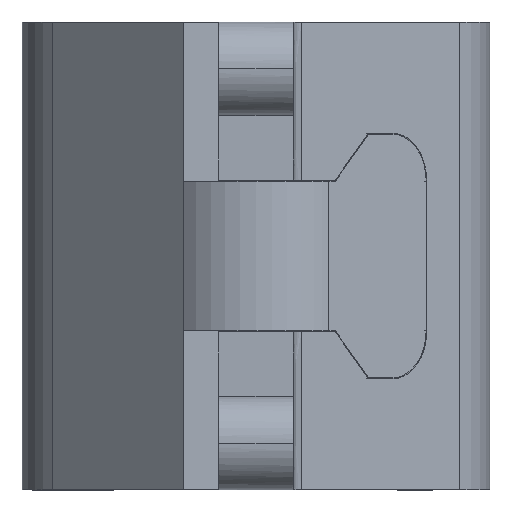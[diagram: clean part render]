
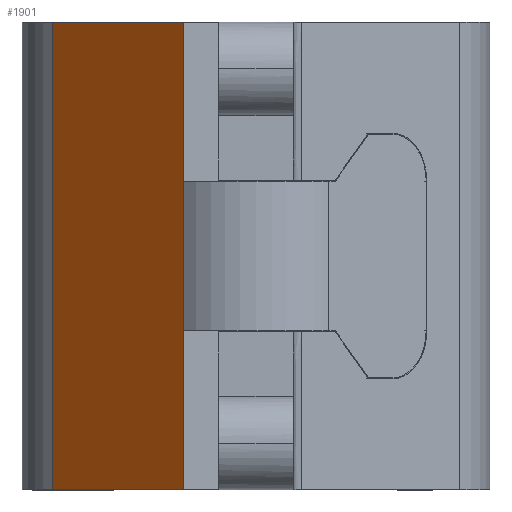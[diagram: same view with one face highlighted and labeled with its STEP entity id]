
A CAD part, front view. The second image highlights one B-rep face of the part: STEP entity #1901.
In plain terms, the highlighted free-form (B-spline) face has degree [1, 1] with [2, 2] control points.
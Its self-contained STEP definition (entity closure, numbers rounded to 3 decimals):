
#947 = VERTEX_POINT('',#948);
#948 = CARTESIAN_POINT('',(-2.029,1.656,
    -2.329));
#976 = VERTEX_POINT('',#977);
#977 = CARTESIAN_POINT('',(-0.725,0.352,
    -2.329));
#982 = EDGE_CURVE('',#947,#976,#983,.T.);
#983 = B_SPLINE_CURVE_WITH_KNOTS('',1,(#984,#985),.UNSPECIFIED.,.F.,.F.,
  (2,2),(0.,1.98),.PIECEWISE_BEZIER_KNOTS.);
#984 = CARTESIAN_POINT('',(-2.029,1.656,
    -2.329));
#985 = CARTESIAN_POINT('',(-0.725,0.352,
    -2.329));
#1004 = VERTEX_POINT('',#1005);
#1005 = CARTESIAN_POINT('',(-0.725,0.352,
    -0.745));
#1010 = EDGE_CURVE('',#1004,#976,#1011,.T.);
#1011 = B_SPLINE_CURVE_WITH_KNOTS('',1,(#1012,#1013),.UNSPECIFIED.,.F.,
  .F.,(2,2),(1.818,3.518),.PIECEWISE_BEZIER_KNOTS.);
#1012 = CARTESIAN_POINT('',(-0.725,0.352,
    -0.745));
#1013 = CARTESIAN_POINT('',(-0.725,0.352,
    -2.329));
#1323 = VERTEX_POINT('',#1324);
#1324 = CARTESIAN_POINT('',(-0.725,0.352,
    0.745));
#1352 = VERTEX_POINT('',#1353);
#1353 = CARTESIAN_POINT('',(-0.725,0.352,
    2.329));
#1358 = EDGE_CURVE('',#1323,#1352,#1359,.T.);
#1359 = B_SPLINE_CURVE_WITH_KNOTS('',1,(#1360,#1361),.UNSPECIFIED.,.F.,
  .F.,(2,2),(1.818,3.518),.PIECEWISE_BEZIER_KNOTS.);
#1360 = CARTESIAN_POINT('',(-0.725,0.352,
    0.745));
#1361 = CARTESIAN_POINT('',(-0.725,0.352,
    2.329));
#1380 = VERTEX_POINT('',#1381);
#1381 = CARTESIAN_POINT('',(-2.029,1.656,
    2.329));
#1386 = EDGE_CURVE('',#1380,#1352,#1387,.T.);
#1387 = B_SPLINE_CURVE_WITH_KNOTS('',1,(#1388,#1389),.UNSPECIFIED.,.F.,
  .F.,(2,2),(0.,1.98),.PIECEWISE_BEZIER_KNOTS.);
#1388 = CARTESIAN_POINT('',(-2.029,1.656,
    2.329));
#1389 = CARTESIAN_POINT('',(-0.725,0.352,
    2.329));
#1843 = EDGE_CURVE('',#1323,#1004,#1844,.T.);
#1844 = B_SPLINE_CURVE_WITH_KNOTS('',1,(#1845,#1846),.UNSPECIFIED.,.F.,
  .F.,(2,2),(2.975,4.575),.PIECEWISE_BEZIER_KNOTS.);
#1845 = CARTESIAN_POINT('',(-0.725,0.352,
    0.745));
#1846 = CARTESIAN_POINT('',(-0.725,0.352,
    -0.745));
#1884 = EDGE_CURVE('',#1380,#947,#1885,.T.);
#1885 = B_SPLINE_CURVE_WITH_KNOTS('',1,(#1886,#1887),.UNSPECIFIED.,.F.,
  .F.,(2,2),(-0.,5.),.PIECEWISE_BEZIER_KNOTS.);
#1886 = CARTESIAN_POINT('',(-2.029,1.656,
    2.329));
#1887 = CARTESIAN_POINT('',(-2.029,1.656,
    -2.329));
#1901 = ADVANCED_FACE('',(#1902),#1910,.F.);
#1902 = FACE_BOUND('',#1903,.T.);
#1903 = EDGE_LOOP('',(#1904,#1905,#1906,#1907,#1908,#1909));
#1904 = ORIENTED_EDGE('',*,*,#1010,.F.);
#1905 = ORIENTED_EDGE('',*,*,#1843,.F.);
#1906 = ORIENTED_EDGE('',*,*,#1358,.T.);
#1907 = ORIENTED_EDGE('',*,*,#1386,.F.);
#1908 = ORIENTED_EDGE('',*,*,#1884,.T.);
#1909 = ORIENTED_EDGE('',*,*,#982,.T.);
#1910 = B_SPLINE_SURFACE_WITH_KNOTS('',1,1,(
    (#1911,#1912)
    ,(#1913,#1914
    )),.UNSPECIFIED.,.F.,.F.,.F.,(2,2),(2,2),(-1.98,0.),(-5.,
    0.),.PIECEWISE_BEZIER_KNOTS.);
#1911 = CARTESIAN_POINT('',(-0.725,0.352,
    -2.329));
#1912 = CARTESIAN_POINT('',(-0.725,0.352,
    2.329));
#1913 = CARTESIAN_POINT('',(-2.029,1.656,
    -2.329));
#1914 = CARTESIAN_POINT('',(-2.029,1.656,
    2.329));
